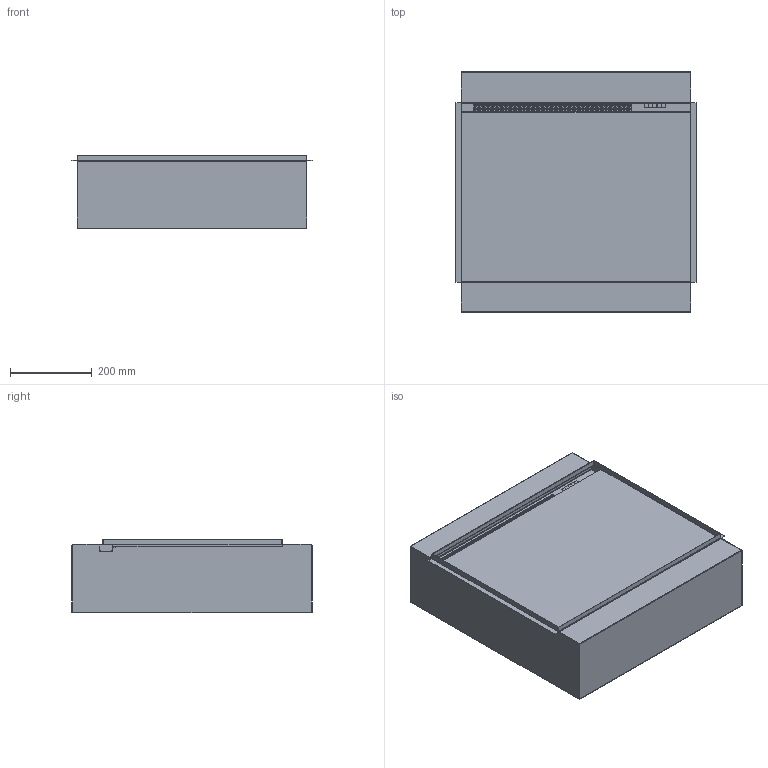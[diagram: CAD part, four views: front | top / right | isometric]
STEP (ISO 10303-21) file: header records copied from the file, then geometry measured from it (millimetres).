
FILE_DESCRIPTION (( 'STEP AP214' ), '1' );
FILE_NAME ('i560e.STEP', '2025-12-08T13:25:19', ( '' ), ( '' ), 'SwSTEP 2.0', 'SolidWorks 2024', '' );
FILE_SCHEMA (( 'AUTOMOTIVE_DESIGN' ));
Length unit declared in the file: millimetre
Products named in the file (1): i560e
Bounding box: 586 x 586 x 180 mm (x, y, z)
Volume: 2010205 mm3; surface area: 2201209.9 mm2
Topology: 12 solids, 12 shells, 4825 faces, 14331 edges, 9530 vertices
Faces by surface type: plane 4795, cylinder 30
Entity records: 162867 total; most frequent: CARTESIAN_POINT 28687, ORIENTED_EDGE 28662, DIRECTION 24043, EDGE_CURVE 14331, LINE 14271, VECTOR 14271, VERTEX_POINT 9530, EDGE_LOOP 7153
